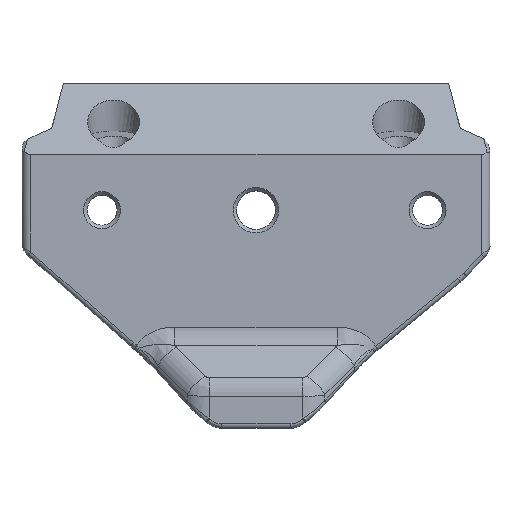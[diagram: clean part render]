
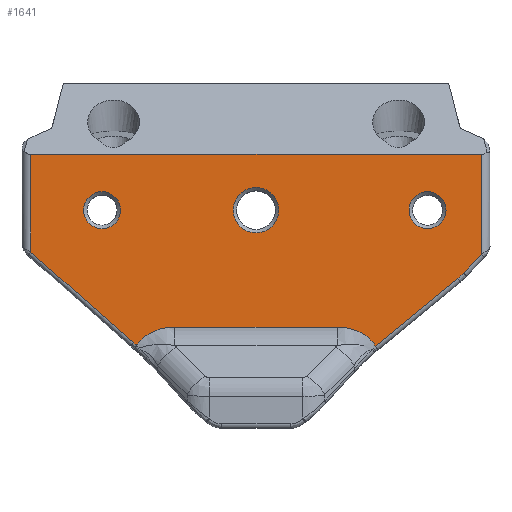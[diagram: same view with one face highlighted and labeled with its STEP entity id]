
A CAD part, top view. The second image highlights one B-rep face of the part: STEP entity #1641.
In plain terms, the highlighted planar face has unit normal (0, 0, 1).
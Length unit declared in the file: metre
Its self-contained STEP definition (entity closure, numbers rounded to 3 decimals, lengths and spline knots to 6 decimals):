
#76=PLANE('',#1805);
#100=CIRCLE('',#1761,0.002586);
#109=CIRCLE('',#1806,0.0021);
#110=CIRCLE('',#1807,0.0021);
#171=ELLIPSE('',#1808,0.017271,0.0015);
#172=ELLIPSE('',#1809,0.003434,0.0015);
#191=B_SPLINE_CURVE_WITH_KNOTS('',3,(#2743,#2744,#2745,#2746,#2747,#2748),
 .UNSPECIFIED.,.F.,.F.,(4,1,1,4),(0.,0.002732,0.004098,
0.005464),.UNSPECIFIED.);
#197=B_SPLINE_CURVE_WITH_KNOTS('',3,(#2845,#2846,#2847,#2848,#2849,#2850),
 .UNSPECIFIED.,.F.,.F.,(4,1,1,4),(0.,0.002732,0.004098,
0.005464),.UNSPECIFIED.);
#451=ORIENTED_EDGE('',*,*,#864,.T.);
#452=ORIENTED_EDGE('',*,*,#865,.T.);
#453=ORIENTED_EDGE('',*,*,#849,.T.);
#454=ORIENTED_EDGE('',*,*,#866,.T.);
#455=ORIENTED_EDGE('',*,*,#867,.T.);
#456=ORIENTED_EDGE('',*,*,#816,.F.);
#457=ORIENTED_EDGE('',*,*,#820,.T.);
#458=ORIENTED_EDGE('',*,*,#825,.T.);
#459=ORIENTED_EDGE('',*,*,#868,.T.);
#460=ORIENTED_EDGE('',*,*,#869,.T.);
#461=ORIENTED_EDGE('',*,*,#870,.T.);
#462=ORIENTED_EDGE('',*,*,#846,.F.);
#463=ORIENTED_EDGE('',*,*,#722,.F.);
#464=ORIENTED_EDGE('',*,*,#793,.T.);
#722=EDGE_CURVE('',#963,#964,#1105,.T.);
#793=EDGE_CURVE('',#1014,#1014,#100,.T.);
#816=EDGE_CURVE('',#1031,#1032,#191,.T.);
#820=EDGE_CURVE('',#1031,#1034,#1156,.T.);
#825=EDGE_CURVE('',#1034,#1037,#197,.T.);
#846=EDGE_CURVE('',#964,#1050,#1166,.T.);
#849=EDGE_CURVE('',#963,#1051,#1167,.T.);
#864=EDGE_CURVE('',#1065,#1065,#109,.T.);
#865=EDGE_CURVE('',#1066,#1066,#110,.T.);
#866=EDGE_CURVE('',#1051,#1067,#1175,.T.);
#867=EDGE_CURVE('',#1067,#1032,#171,.F.);
#868=EDGE_CURVE('',#1037,#1068,#1176,.T.);
#869=EDGE_CURVE('',#1068,#1069,#172,.F.);
#870=EDGE_CURVE('',#1069,#1050,#1177,.F.);
#963=VERTEX_POINT('',#2343);
#964=VERTEX_POINT('',#2345);
#1014=VERTEX_POINT('',#2554);
#1031=VERTEX_POINT('',#2749);
#1032=VERTEX_POINT('',#2750);
#1034=VERTEX_POINT('',#2763);
#1037=VERTEX_POINT('',#2844);
#1050=VERTEX_POINT('',#2932);
#1051=VERTEX_POINT('',#2936);
#1065=VERTEX_POINT('',#2977);
#1066=VERTEX_POINT('',#2979);
#1067=VERTEX_POINT('',#2981);
#1068=VERTEX_POINT('',#2984);
#1069=VERTEX_POINT('',#2986);
#1105=LINE('',#2344,#1208);
#1156=LINE('',#2762,#1259);
#1166=LINE('',#2931,#1269);
#1167=LINE('',#2937,#1270);
#1175=LINE('',#2980,#1278);
#1176=LINE('',#2983,#1279);
#1177=LINE('',#2987,#1280);
#1208=VECTOR('',#1897,1.);
#1259=VECTOR('',#2062,1.);
#1269=VECTOR('',#2102,1.);
#1270=VECTOR('',#2109,1.);
#1278=VECTOR('',#2141,1.);
#1279=VECTOR('',#2144,1.);
#1280=VECTOR('',#2147,1.);
#1360=EDGE_LOOP('',(#451));
#1361=EDGE_LOOP('',(#452));
#1362=EDGE_LOOP('',(#453,#454,#455,#456,#457,#458,#459,#460,#461,#462,#463));
#1363=EDGE_LOOP('',(#464));
#1491=FACE_BOUND('',#1360,.T.);
#1492=FACE_BOUND('',#1361,.T.);
#1493=FACE_BOUND('',#1362,.T.);
#1494=FACE_BOUND('',#1363,.T.);
#1641=ADVANCED_FACE('',(#1491,#1492,#1493,#1494),#76,.F.);
#1761=AXIS2_PLACEMENT_3D('',#2553,#2021,#2022);
#1805=AXIS2_PLACEMENT_3D('',#2975,#2135,#2136);
#1806=AXIS2_PLACEMENT_3D('',#2976,#2137,#2138);
#1807=AXIS2_PLACEMENT_3D('',#2978,#2139,#2140);
#1808=AXIS2_PLACEMENT_3D('',#2982,#2142,#2143);
#1809=AXIS2_PLACEMENT_3D('',#2985,#2145,#2146);
#1897=DIRECTION('',(1.,0.,0.));
#2021=DIRECTION('',(0.,0.,-1.));
#2022=DIRECTION('',(0.,-1.,0.));
#2062=DIRECTION('',(1.,0.,0.));
#2102=DIRECTION('',(0.,-1.,0.));
#2109=DIRECTION('',(0.,-1.,0.));
#2135=DIRECTION('',(0.,0.,-1.));
#2136=DIRECTION('',(-1.,0.,0.));
#2137=DIRECTION('',(0.,0.,-1.));
#2138=DIRECTION('',(0.,1.,0.));
#2139=DIRECTION('',(0.,0.,-1.));
#2140=DIRECTION('',(0.,1.,0.));
#2141=DIRECTION('',(0.75,-0.662,0.));
#2142=DIRECTION('',(0.,0.,-1.));
#2143=DIRECTION('',(-0.785,0.62,0.));
#2144=DIRECTION('',(0.773,0.634,0.));
#2145=DIRECTION('',(0.,0.,-1.));
#2146=DIRECTION('',(0.834,0.552,0.));
#2147=DIRECTION('',(-0.681,-0.732,0.));
#2343=CARTESIAN_POINT('',(-0.025602,0.006343,0.0084));
#2344=CARTESIAN_POINT('',(0.01013,0.006343,0.0084));
#2345=CARTESIAN_POINT('',(0.025602,0.006343,0.0084));
#2553=CARTESIAN_POINT('',(0.,0.,0.0084));
#2554=CARTESIAN_POINT('',(0.,-0.002586,0.0084));
#2743=CARTESIAN_POINT('',(-0.009209,-0.013284,0.0084));
#2744=CARTESIAN_POINT('',(-0.01012,-0.013284,0.0084));
#2745=CARTESIAN_POINT('',(-0.011479,-0.013559,0.0084));
#2746=CARTESIAN_POINT('',(-0.012998,-0.014576,0.0084));
#2747=CARTESIAN_POINT('',(-0.013554,-0.015335,0.0084));
#2748=CARTESIAN_POINT('',(-0.013693,-0.015769,0.0084));
#2749=CARTESIAN_POINT('',(-0.009209,-0.013284,0.0084));
#2750=CARTESIAN_POINT('',(-0.013541,-0.015409,0.0084));
#2762=CARTESIAN_POINT('',(0.000052,-0.013284,0.0084));
#2763=CARTESIAN_POINT('',(0.009209,-0.013284,0.0084));
#2844=CARTESIAN_POINT('',(0.013576,-0.015477,0.0084));
#2845=CARTESIAN_POINT('',(0.009209,-0.013284,0.0084));
#2846=CARTESIAN_POINT('',(0.01012,-0.013284,0.0084));
#2847=CARTESIAN_POINT('',(0.011479,-0.013559,0.0084));
#2848=CARTESIAN_POINT('',(0.012998,-0.014576,0.0084));
#2849=CARTESIAN_POINT('',(0.013554,-0.015335,0.0084));
#2850=CARTESIAN_POINT('',(0.013693,-0.015769,0.0084));
#2931=CARTESIAN_POINT('',(0.025602,-0.010821,0.0084));
#2932=CARTESIAN_POINT('',(0.025602,-0.005027,0.0084));
#2936=CARTESIAN_POINT('',(-0.025602,-0.004769,0.0084));
#2937=CARTESIAN_POINT('',(-0.025602,-0.010821,0.0084));
#2975=CARTESIAN_POINT('',(0.000052,-0.010821,0.0084));
#2976=CARTESIAN_POINT('',(0.019501,0.000003,0.0084));
#2977=CARTESIAN_POINT('',(0.019501,0.002103,0.0084));
#2978=CARTESIAN_POINT('',(-0.017499,0.000003,0.0084));
#2979=CARTESIAN_POINT('',(-0.017499,0.002103,0.0084));
#2980=CARTESIAN_POINT('',(-0.020496,-0.009274,0.0084));
#2981=CARTESIAN_POINT('',(-0.013936,-0.015063,0.0084));
#2982=CARTESIAN_POINT('',(-0.005971,-0.019736,0.0084));
#2983=CARTESIAN_POINT('',(0.007779,-0.020235,0.0084));
#2984=CARTESIAN_POINT('',(0.02296,-0.007776,0.0084));
#2985=CARTESIAN_POINT('',(0.021497,-0.006994,0.0084));
#2986=CARTESIAN_POINT('',(0.023608,-0.007171,0.0084));
#2987=CARTESIAN_POINT('',(0.025018,-0.005655,0.0084));
